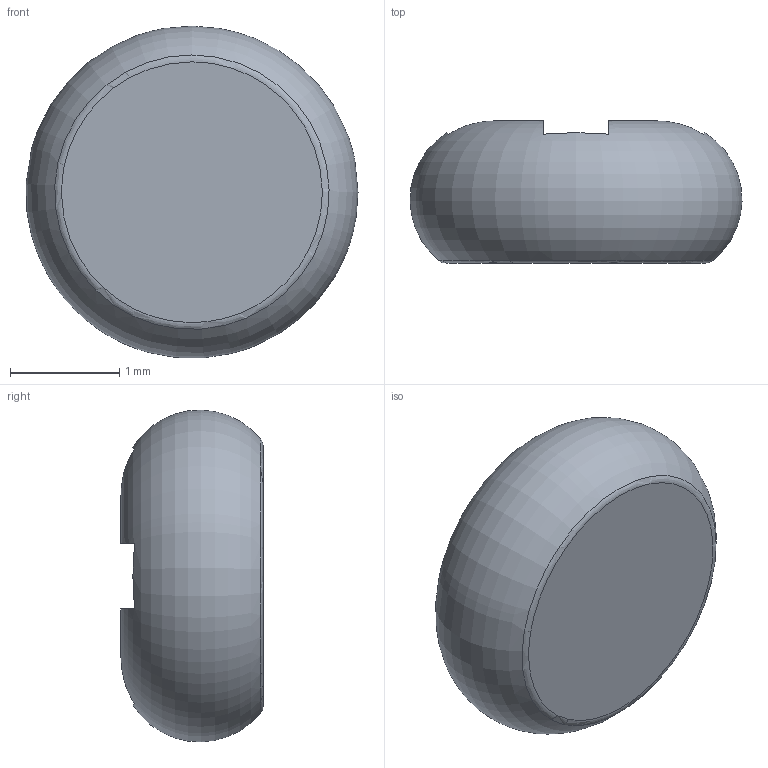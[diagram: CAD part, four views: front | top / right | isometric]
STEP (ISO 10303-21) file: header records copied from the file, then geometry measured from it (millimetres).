
FILE_DESCRIPTION(/* description */ (''),/* implementation_level */ '2;1');
FILE_NAME(/* name */ 'Screw Top.ipt.step',/* time_stamp */ '2020-04-16T23:16:24-04:00',/* author */ ('Jordan'),/* organization */ (''),/* preprocessor_version */ 'ST-DEVELOPER v17',/* originating_system */ 'Autodesk Inventor 2019',/* authorisation */ '');
FILE_SCHEMA (('AUTOMOTIVE_DESIGN { 1 0 10303 214 3 1 1 }'));
Length unit declared in the file: inch
Products named in the file (1): Screw Top
Bounding box: 3.04 x 1.3 x 3.04 mm (x, y, z)
Volume: 6.8 mm3; surface area: 25.4 mm2
Topology: 1 solids, 1 shells, 20 faces, 60 edges, 42 vertices
Faces by surface type: plane 17, torus 2, sphere 1
Entity records: 910 total; most frequent: CARTESIAN_POINT 334, ORIENTED_EDGE 120, DIRECTION 106, EDGE_CURVE 60, AXIS2_PLACEMENT_3D 43, VERTEX_POINT 42, FACE_OUTER_BOUND 20, EDGE_LOOP 20
